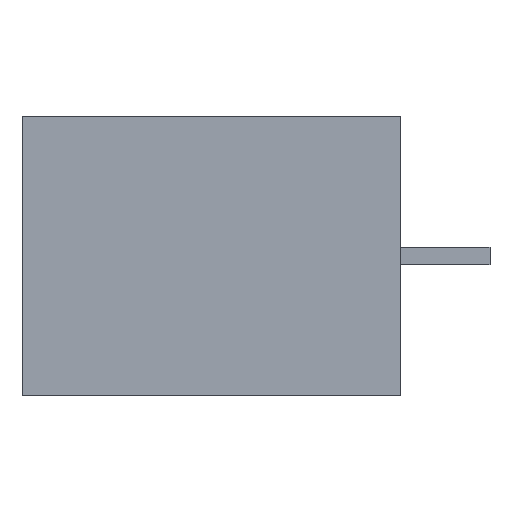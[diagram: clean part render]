
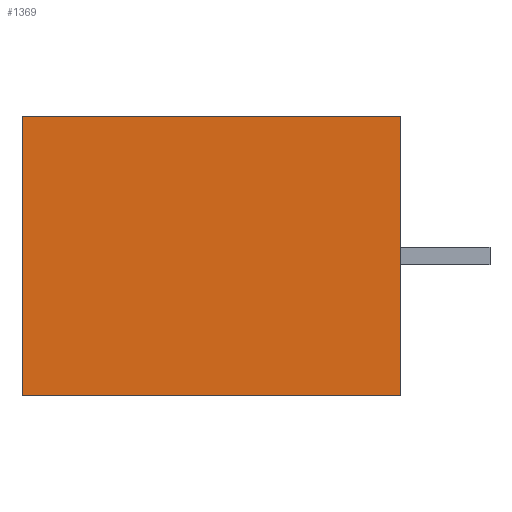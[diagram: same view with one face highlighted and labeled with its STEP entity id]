
A CAD part, left-side view. The second image highlights one B-rep face of the part: STEP entity #1369.
In plain terms, the highlighted free-form (B-spline) face has degree [1, 1] with [2, 2] control points.
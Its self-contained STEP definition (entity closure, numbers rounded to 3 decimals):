
#690 = VERTEX_POINT('',#691);
#691 = CARTESIAN_POINT('',(-1.552,0.,6.622));
#698 = EDGE_CURVE('',#699,#690,#701,.T.);
#699 = VERTEX_POINT('',#700);
#700 = CARTESIAN_POINT('',(-1.552,0.,-6.622));
#701 = B_SPLINE_CURVE_WITH_KNOTS('',1,(#702,#703),.UNSPECIFIED.,.F.,.F.,
  (2,2),(0.,12.8),.PIECEWISE_BEZIER_KNOTS.);
#702 = CARTESIAN_POINT('',(-1.552,0.,-6.622));
#703 = CARTESIAN_POINT('',(-1.552,0.,6.622));
#1297 = VERTEX_POINT('',#1298);
#1298 = CARTESIAN_POINT('',(-1.552,17.9,
    6.622));
#1303 = EDGE_CURVE('',#1297,#690,#1304,.T.);
#1304 = B_SPLINE_CURVE_WITH_KNOTS('',1,(#1305,#1306),.UNSPECIFIED.,.F.,
  .F.,(2,2),(0.,17.3),.PIECEWISE_BEZIER_KNOTS.);
#1305 = CARTESIAN_POINT('',(-1.552,17.9,
    6.622));
#1306 = CARTESIAN_POINT('',(-1.552,0.,6.622));
#1369 = ADVANCED_FACE('',(#1370),#1386,.T.);
#1370 = FACE_BOUND('',#1371,.T.);
#1371 = EDGE_LOOP('',(#1372,#1373,#1380,#1385));
#1372 = ORIENTED_EDGE('',*,*,#1303,.F.);
#1373 = ORIENTED_EDGE('',*,*,#1374,.F.);
#1374 = EDGE_CURVE('',#1375,#1297,#1377,.T.);
#1375 = VERTEX_POINT('',#1376);
#1376 = CARTESIAN_POINT('',(-1.552,17.9,
    -6.622));
#1377 = B_SPLINE_CURVE_WITH_KNOTS('',1,(#1378,#1379),.UNSPECIFIED.,.F.,
  .F.,(2,2),(0.,12.8),.PIECEWISE_BEZIER_KNOTS.);
#1378 = CARTESIAN_POINT('',(-1.552,17.9,
    -6.622));
#1379 = CARTESIAN_POINT('',(-1.552,17.9,
    6.622));
#1380 = ORIENTED_EDGE('',*,*,#1381,.T.);
#1381 = EDGE_CURVE('',#1375,#699,#1382,.T.);
#1382 = B_SPLINE_CURVE_WITH_KNOTS('',1,(#1383,#1384),.UNSPECIFIED.,.F.,
  .F.,(2,2),(0.,17.3),.PIECEWISE_BEZIER_KNOTS.);
#1383 = CARTESIAN_POINT('',(-1.552,17.9,
    -6.622));
#1384 = CARTESIAN_POINT('',(-1.552,0.,-6.622));
#1385 = ORIENTED_EDGE('',*,*,#698,.T.);
#1386 = B_SPLINE_SURFACE_WITH_KNOTS('',1,1,(
    (#1387,#1388)
    ,(#1389,#1390
    )),.UNSPECIFIED.,.F.,.F.,.F.,(2,2),(2,2),(0.,17.3),(0.,12.8),
  .PIECEWISE_BEZIER_KNOTS.);
#1387 = CARTESIAN_POINT('',(-1.552,17.9,
    -6.622));
#1388 = CARTESIAN_POINT('',(-1.552,17.9,
    6.622));
#1389 = CARTESIAN_POINT('',(-1.552,0.,-6.622));
#1390 = CARTESIAN_POINT('',(-1.552,0.,6.622));
